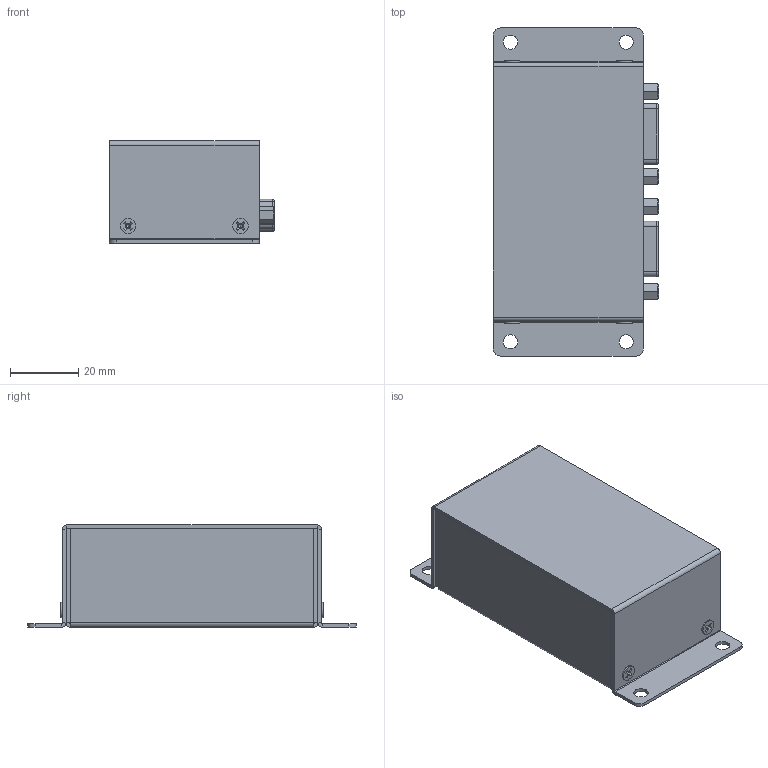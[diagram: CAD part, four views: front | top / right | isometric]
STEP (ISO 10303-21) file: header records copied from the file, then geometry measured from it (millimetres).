
FILE_DESCRIPTION(('FreeCAD Model'),'2;1');
FILE_NAME( 'MiniDaqu.step', '2020-03-26T07:57:37',('Author'),(''), 'Open CASCADE STEP processor 7.3','FreeCAD','Unknown');
FILE_SCHEMA(('AUTOMOTIVE_DESIGN { 1 0 10303 214 1 1 1 1 }'));
Length unit declared in the file: millimetre
Products named in the file (30): Assembly; _1800925023_01; _1800925123_01; Housing_01; HexagonalLockScrew_04; HexagonalLockScrew_03; HexagonalLockScrew_02; HexagonalLockScrew_01; M2.5x4-Screw010; M2.5x4-Screw011; M2.5x4-Screw009; M2.5x4-Screw005; _91325110012_01; M2.5x4-Screw004; M2.5x4-Screw; M2.5x4-Screw003; M2.5x4-Screw002; Cover_01; M2.5x6-Screw003; M2.5x6-Screw004; M2.5x6-Screw005; M2.5x6-Screw; Spacer_10_04; Spacer_10_03; Spacer_10_02; Spacer_10_01; Spacer_6_5_01003; Spacer_6_5_01002; Spacer_6_5_01001; Spacer_6_5_01
Assembly tree (29 placements, depth 2):
  Assembly
    _1800925023_01
    _1800925123_01
    Housing_01
    HexagonalLockScrew_04
    HexagonalLockScrew_03
    HexagonalLockScrew_02
    HexagonalLockScrew_01
    M2.5x4-Screw010
    M2.5x4-Screw011
    M2.5x4-Screw009
    M2.5x4-Screw005
    _91325110012_01
    M2.5x4-Screw004
    M2.5x4-Screw
    M2.5x4-Screw003
    M2.5x4-Screw002
    Cover_01
    M2.5x6-Screw003
    M2.5x6-Screw004
    M2.5x6-Screw005
    M2.5x6-Screw
    Spacer_10_04
    Spacer_10_03
    Spacer_10_02
    Spacer_10_01
    Spacer_6_5_01003
    Spacer_6_5_01002
    Spacer_6_5_01001
    Spacer_6_5_01
Bounding box: 48.5 x 96.4 x 30 mm (x, y, z)
Volume: 20545.9 mm3; surface area: 43632.8 mm2
Topology: 29 solids, 40 shells, 2978 faces, 7966 edges, 5066 vertices
Faces by surface type: plane 2023, cylinder 626, cone 210, torus 66, bspline 28, sphere 13, revolution 12
Full cylindrical faces by diameter (mm): 1 x9, 1.6 x9, 1.8 x12, 2.121 x4, 2.5 x44, 2.98 x8, 3 x12, 4.2 x4, 4.5 x8, 5 x4
Entity records: 134461 total; most frequent: CARTESIAN_POINT 42483, DIRECTION 16134, ORIENTED_EDGE 15890, EDGE_CURVE 7945, AXIS2_PLACEMENT_3D 5661, VERTEX_POINT 5066, LINE 4800, VECTOR 4800
